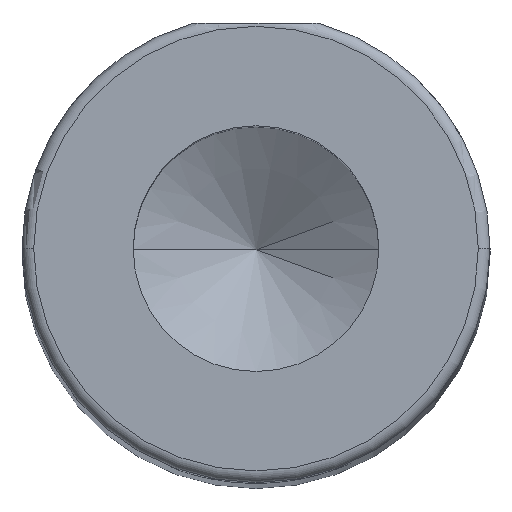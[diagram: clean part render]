
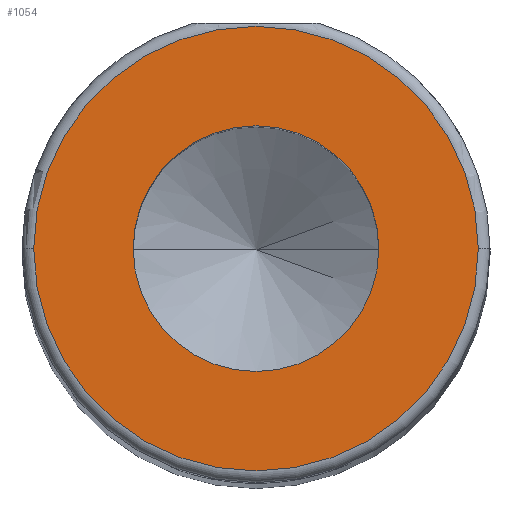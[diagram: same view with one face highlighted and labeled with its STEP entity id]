
A CAD part, top view. The second image highlights one B-rep face of the part: STEP entity #1054.
In plain terms, the highlighted planar face has unit normal (0, 0, 1).
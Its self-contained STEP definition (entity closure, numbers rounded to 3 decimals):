
#42 = EDGE_CURVE ( 'NONE', #1058, #1233, #296, .T. ) ;
#65 = ORIENTED_EDGE ( 'NONE', *, *, #42, .F. ) ;
#73 = DIRECTION ( 'NONE',  ( 0., 0., 1. ) ) ;
#112 = CARTESIAN_POINT ( 'NONE',  ( 2.1, 0., 30. ) ) ;
#164 = EDGE_CURVE ( 'NONE', #817, #254, #478, .T. ) ;
#186 = ORIENTED_EDGE ( 'NONE', *, *, #164, .T. ) ;
#220 = DIRECTION ( 'NONE',  ( 1., 0., 0. ) ) ;
#227 = FACE_OUTER_BOUND ( 'NONE', #833, .T. ) ;
#234 = DIRECTION ( 'NONE',  ( 0., 0., 1. ) ) ;
#254 = VERTEX_POINT ( 'NONE', #697 ) ;
#296 = CIRCLE ( 'NONE', #548, 2.1 ) ;
#300 = PLANE ( 'NONE',  #916 ) ;
#353 = DIRECTION ( 'NONE',  ( 0., 0., 1. ) ) ;
#364 = CARTESIAN_POINT ( 'NONE',  ( 0., 0., 30. ) ) ;
#407 = AXIS2_PLACEMENT_3D ( 'NONE', #530, #73, #570 ) ;
#466 = DIRECTION ( 'NONE',  ( 1., 0., 0. ) ) ;
#478 = CIRCLE ( 'NONE', #407, 3.8 ) ;
#512 = FACE_BOUND ( 'NONE', #1079, .T. ) ;
#530 = CARTESIAN_POINT ( 'NONE',  ( 0., 0., 30. ) ) ;
#548 = AXIS2_PLACEMENT_3D ( 'NONE', #364, #1060, #466 ) ;
#562 = CIRCLE ( 'NONE', #812, 3.8 ) ;
#570 = DIRECTION ( 'NONE',  ( 1., 0., 0. ) ) ;
#609 = AXIS2_PLACEMENT_3D ( 'NONE', #852, #234, #950 ) ;
#697 = CARTESIAN_POINT ( 'NONE',  ( -3.8, 0., 30. ) ) ;
#711 = CARTESIAN_POINT ( 'NONE',  ( -2.1, 0., 30. ) ) ;
#732 = EDGE_CURVE ( 'NONE', #1233, #1058, #896, .T. ) ;
#757 = EDGE_CURVE ( 'NONE', #254, #817, #562, .T. ) ;
#812 = AXIS2_PLACEMENT_3D ( 'NONE', #956, #353, #1049 ) ;
#817 = VERTEX_POINT ( 'NONE', #1212 ) ;
#833 = EDGE_LOOP ( 'NONE', ( #186, #1142 ) ) ;
#852 = CARTESIAN_POINT ( 'NONE',  ( 0., 0., 30. ) ) ;
#896 = CIRCLE ( 'NONE', #609, 2.1 ) ;
#916 = AXIS2_PLACEMENT_3D ( 'NONE', #1286, #1252, #220 ) ;
#950 = DIRECTION ( 'NONE',  ( 1., 0., 0. ) ) ;
#956 = CARTESIAN_POINT ( 'NONE',  ( 0., 0., 30. ) ) ;
#1049 = DIRECTION ( 'NONE',  ( 1., 0., 0. ) ) ;
#1054 = ADVANCED_FACE ( 'NONE', ( #512, #227 ), #300, .T. ) ;
#1058 = VERTEX_POINT ( 'NONE', #711 ) ;
#1060 = DIRECTION ( 'NONE',  ( 0., 0., 1. ) ) ;
#1079 = EDGE_LOOP ( 'NONE', ( #1276, #65 ) ) ;
#1142 = ORIENTED_EDGE ( 'NONE', *, *, #757, .T. ) ;
#1212 = CARTESIAN_POINT ( 'NONE',  ( 3.8, 0., 30. ) ) ;
#1233 = VERTEX_POINT ( 'NONE', #112 ) ;
#1252 = DIRECTION ( 'NONE',  ( 0., 0., 1. ) ) ;
#1276 = ORIENTED_EDGE ( 'NONE', *, *, #732, .F. ) ;
#1286 = CARTESIAN_POINT ( 'NONE',  ( 0., 0., 30. ) ) ;
